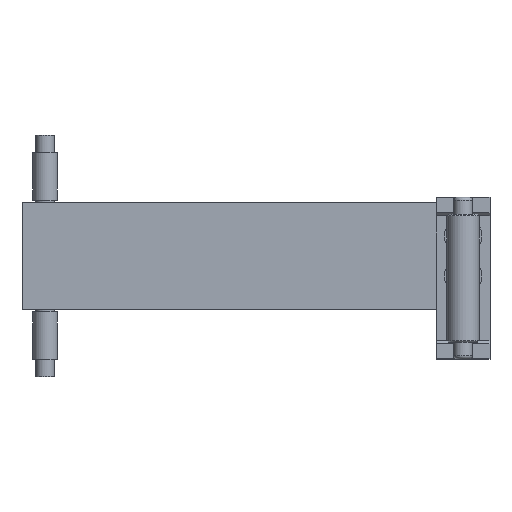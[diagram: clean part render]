
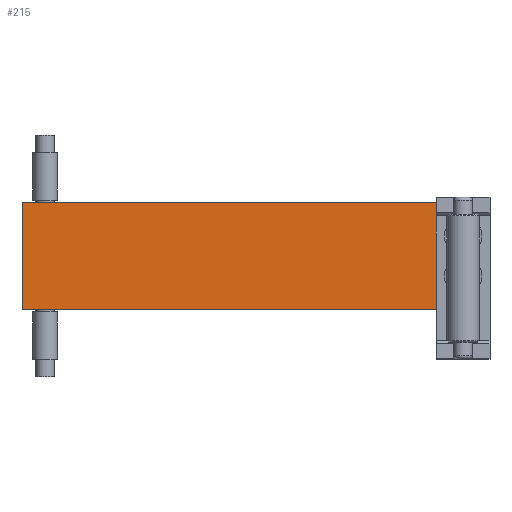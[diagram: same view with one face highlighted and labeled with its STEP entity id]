
A CAD part, top view. The second image highlights one B-rep face of the part: STEP entity #215.
In plain terms, the highlighted planar face has unit normal (0, 0, 1).
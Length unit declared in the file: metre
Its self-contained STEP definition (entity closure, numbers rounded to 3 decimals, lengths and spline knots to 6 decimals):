
#215 = ADVANCED_FACE( '', ( #476, #477, #478 ), #479, .F. );
#476 = FACE_BOUND( '', #783, .T. );
#477 = FACE_BOUND( '', #784, .T. );
#478 = FACE_OUTER_BOUND( '', #785, .T. );
#479 = PLANE( '', #786 );
#783 = EDGE_LOOP( '', ( #1253 ) );
#784 = EDGE_LOOP( '', ( #1254 ) );
#785 = EDGE_LOOP( '', ( #1255, #1256, #1257, #1258 ) );
#786 = AXIS2_PLACEMENT_3D( '', #1259, #1260, #1261 );
#1253 = ORIENTED_EDGE( '', *, *, #1675, .F. );
#1254 = ORIENTED_EDGE( '', *, *, #1639, .F. );
#1255 = ORIENTED_EDGE( '', *, *, #1575, .T. );
#1256 = ORIENTED_EDGE( '', *, *, #1544, .F. );
#1257 = ORIENTED_EDGE( '', *, *, #1653, .F. );
#1258 = ORIENTED_EDGE( '', *, *, #1676, .T. );
#1259 = CARTESIAN_POINT( '', ( 0.22725, -0.035, 0.0248 ) );
#1260 = DIRECTION( '', ( 0., 0., -1. ) );
#1261 = DIRECTION( '', ( -1., 0., 0. ) );
#1544 = EDGE_CURVE( '', #1793, #1789, #1795, .T. );
#1575 = EDGE_CURVE( '', #1848, #1789, #1849, .T. );
#1639 = EDGE_CURVE( '', #1944, #1944, #1945, .T. );
#1653 = EDGE_CURVE( '', #1965, #1793, #1967, .T. );
#1675 = EDGE_CURVE( '', #1997, #1997, #1998, .T. );
#1676 = EDGE_CURVE( '', #1965, #1848, #1999, .T. );
#1789 = VERTEX_POINT( '', #2130 );
#1793 = VERTEX_POINT( '', #2136 );
#1795 = LINE( '', #2139, #2140 );
#1848 = VERTEX_POINT( '', #2208 );
#1849 = LINE( '', #2209, #2210 );
#1944 = VERTEX_POINT( '', #2330 );
#1945 = CIRCLE( '', #2331, 0.00425 );
#1965 = VERTEX_POINT( '', #2352 );
#1967 = LINE( '', #2355, #2356 );
#1997 = VERTEX_POINT( '', #2392 );
#1998 = CIRCLE( '', #2393, 0.00425 );
#1999 = LINE( '', #2394, #2395 );
#2130 = CARTESIAN_POINT( '', ( 0., 0.035, 0.0248 ) );
#2136 = CARTESIAN_POINT( '', ( 0., -0.035, 0.0248 ) );
#2139 = CARTESIAN_POINT( '', ( 0., -0.035, 0.0248 ) );
#2140 = VECTOR( '', #2538, 1. );
#2208 = CARTESIAN_POINT( '', ( 0.303, 0.035, 0.0248 ) );
#2209 = CARTESIAN_POINT( '', ( 0.22725, 0.035, 0.0248 ) );
#2210 = VECTOR( '', #2581, 1. );
#2330 = CARTESIAN_POINT( '', ( 0.29075, 0.013, 0.0248 ) );
#2331 = AXIS2_PLACEMENT_3D( '', #2664, #2665, #2666 );
#2352 = CARTESIAN_POINT( '', ( 0.303, -0.035, 0.0248 ) );
#2355 = CARTESIAN_POINT( '', ( 0.22725, -0.035, 0.0248 ) );
#2356 = VECTOR( '', #2687, 1. );
#2392 = CARTESIAN_POINT( '', ( 0.29075, -0.013, 0.0248 ) );
#2393 = AXIS2_PLACEMENT_3D( '', #2715, #2716, #2717 );
#2394 = CARTESIAN_POINT( '', ( 0.303, -0.035, 0.0248 ) );
#2395 = VECTOR( '', #2718, 1. );
#2538 = DIRECTION( '', ( 0., 1., 0. ) );
#2581 = DIRECTION( '', ( -1., 0., 0. ) );
#2664 = CARTESIAN_POINT( '', ( 0.2865, 0.013, 0.0248 ) );
#2665 = DIRECTION( '', ( 0., 0., 1. ) );
#2666 = DIRECTION( '', ( 1., 0., 0. ) );
#2687 = DIRECTION( '', ( -1., 0., 0. ) );
#2715 = CARTESIAN_POINT( '', ( 0.2865, -0.013, 0.0248 ) );
#2716 = DIRECTION( '', ( 0., 0., 1. ) );
#2717 = DIRECTION( '', ( 1., 0., 0. ) );
#2718 = DIRECTION( '', ( 0., 1., 0. ) );
